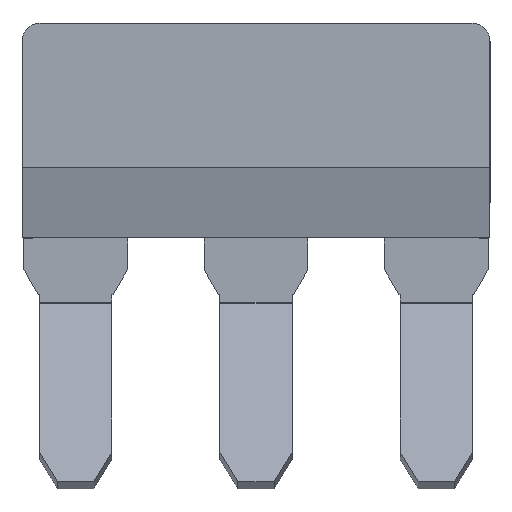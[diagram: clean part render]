
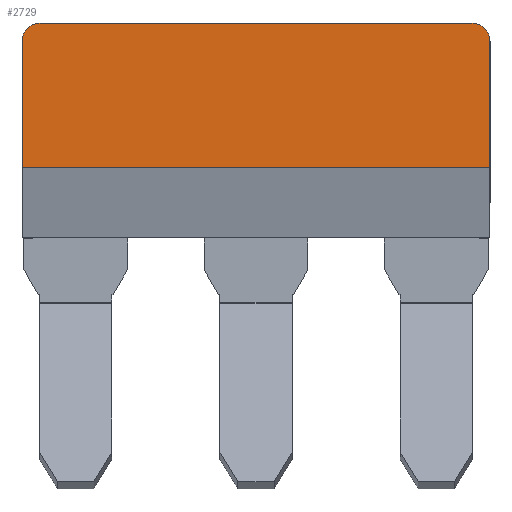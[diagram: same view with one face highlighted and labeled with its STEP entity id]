
A CAD part, top view. The second image highlights one B-rep face of the part: STEP entity #2729.
In plain terms, the highlighted planar face has unit normal (0, 0, 1).
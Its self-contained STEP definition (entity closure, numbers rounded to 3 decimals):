
#102 = DIRECTION ( 'NONE',  ( 0., 1., 0. ) ) ;
#105 = CARTESIAN_POINT ( 'NONE',  ( -21.319, 8.819, 3.064 ) ) ;
#167 = CARTESIAN_POINT ( 'NONE',  ( -20.319, 16.834, 3.064 ) ) ;
#180 = CARTESIAN_POINT ( 'NONE',  ( -21.319, 8.819, 3.064 ) ) ;
#195 = VECTOR ( 'NONE', #1500, 1000. ) ;
#226 = AXIS2_PLACEMENT_3D ( 'NONE', #1606, #1465, #102 ) ;
#231 = AXIS2_PLACEMENT_3D ( 'NONE', #337, #1258, #2288 ) ;
#337 = CARTESIAN_POINT ( 'NONE',  ( -20.319, 15.834, 3.064 ) ) ;
#443 = VERTEX_POINT ( 'NONE', #167 ) ;
#526 = VERTEX_POINT ( 'NONE', #105 ) ;
#685 = VERTEX_POINT ( 'NONE', #1203 ) ;
#760 = EDGE_CURVE ( 'NONE', #526, #685, #2211, .T. ) ;
#774 = EDGE_CURVE ( 'NONE', #2824, #443, #1800, .T. ) ;
#780 = EDGE_CURVE ( 'NONE', #2824, #526, #1537, .T. ) ;
#781 = EDGE_CURVE ( 'NONE', #1746, #685, #862, .T. ) ;
#784 = EDGE_CURVE ( 'NONE', #1771, #1746, #1456, .T. ) ;
#795 = EDGE_CURVE ( 'NONE', #1771, #443, #1284, .T. ) ;
#802 = CARTESIAN_POINT ( 'NONE',  ( 4.631, 0., 3.064 ) ) ;
#850 = ORIENTED_EDGE ( 'NONE', *, *, #774, .F. ) ;
#862 = LINE ( 'NONE', #802, #1476 ) ;
#896 = ORIENTED_EDGE ( 'NONE', *, *, #760, .T. ) ;
#1073 = CARTESIAN_POINT ( 'NONE',  ( -21.319, 16.834, 3.064 ) ) ;
#1203 = CARTESIAN_POINT ( 'NONE',  ( 4.631, 8.819, 3.064 ) ) ;
#1258 = DIRECTION ( 'NONE',  ( 0., 0., -1. ) ) ;
#1284 = LINE ( 'NONE', #1073, #2493 ) ;
#1456 = CIRCLE ( 'NONE', #226, 1. ) ;
#1465 = DIRECTION ( 'NONE',  ( 0., 0., -1. ) ) ;
#1476 = VECTOR ( 'NONE', #1990, 1000. ) ;
#1500 = DIRECTION ( 'NONE',  ( 1., 0., 0. ) ) ;
#1537 = LINE ( 'NONE', #2588, #2410 ) ;
#1606 = CARTESIAN_POINT ( 'NONE',  ( 3.631, 15.834, 3.064 ) ) ;
#1676 = CARTESIAN_POINT ( 'NONE',  ( 3.631, 16.834, 3.064 ) ) ;
#1746 = VERTEX_POINT ( 'NONE', #1970 ) ;
#1771 = VERTEX_POINT ( 'NONE', #1676 ) ;
#1800 = CIRCLE ( 'NONE', #231, 1. ) ;
#1818 = CARTESIAN_POINT ( 'NONE',  ( -21.319, 15.834, 3.064 ) ) ;
#1970 = CARTESIAN_POINT ( 'NONE',  ( 4.631, 15.834, 3.064 ) ) ;
#1990 = DIRECTION ( 'NONE',  ( 0., -1., 0. ) ) ;
#2046 = DIRECTION ( 'NONE',  ( 0., -1., 0. ) ) ;
#2143 = FACE_OUTER_BOUND ( 'NONE', #2896, .T. ) ;
#2164 = AXIS2_PLACEMENT_3D ( 'NONE', #2826, #2825, #2820 ) ;
#2197 = ORIENTED_EDGE ( 'NONE', *, *, #781, .F. ) ;
#2211 = LINE ( 'NONE', #180, #195 ) ;
#2288 = DIRECTION ( 'NONE',  ( 0., -1., 0. ) ) ;
#2410 = VECTOR ( 'NONE', #2046, 1000. ) ;
#2493 = VECTOR ( 'NONE', #3065, 1000. ) ;
#2588 = CARTESIAN_POINT ( 'NONE',  ( -21.319, 0., 3.064 ) ) ;
#2614 = ORIENTED_EDGE ( 'NONE', *, *, #780, .T. ) ;
#2622 = ORIENTED_EDGE ( 'NONE', *, *, #784, .F. ) ;
#2729 = ADVANCED_FACE ( 'NONE', ( #2143 ), #2866, .T. ) ;
#2820 = DIRECTION ( 'NONE',  ( 0., -1., 0. ) ) ;
#2824 = VERTEX_POINT ( 'NONE', #1818 ) ;
#2825 = DIRECTION ( 'NONE',  ( 0., 0., 1. ) ) ;
#2826 = CARTESIAN_POINT ( 'NONE',  ( -21.319, 15.834, 3.064 ) ) ;
#2866 = PLANE ( 'NONE',  #2164 ) ;
#2879 = ORIENTED_EDGE ( 'NONE', *, *, #795, .T. ) ;
#2896 = EDGE_LOOP ( 'NONE', ( #850, #2614, #896, #2197, #2622, #2879 ) ) ;
#3065 = DIRECTION ( 'NONE',  ( -1., 0., 0. ) ) ;
